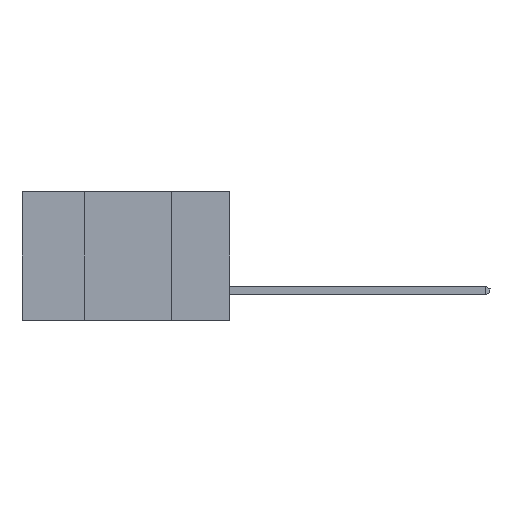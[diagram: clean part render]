
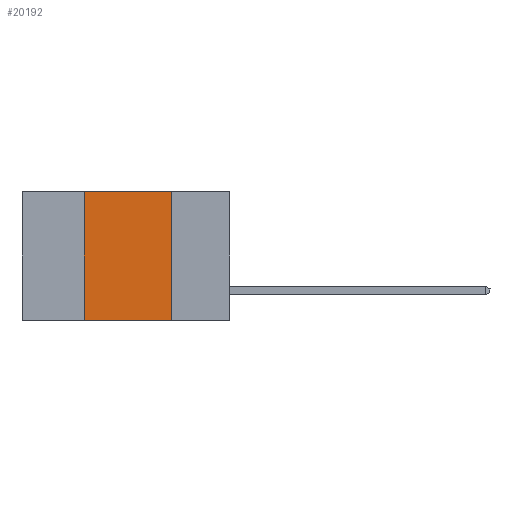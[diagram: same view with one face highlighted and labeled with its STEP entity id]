
A CAD part, left-side view. The second image highlights one B-rep face of the part: STEP entity #20192.
In plain terms, the highlighted planar face has unit normal (-1, 0, 0).
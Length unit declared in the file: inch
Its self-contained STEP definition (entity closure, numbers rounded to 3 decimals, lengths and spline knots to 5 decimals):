
#356 = DIRECTION ( 'NONE',  ( 0., 0., 1. ) ) ;
#1522 = VECTOR ( 'NONE', #7412, 39.37008 ) ;
#3276 = LINE ( 'NONE', #13036, #14385 ) ;
#3979 = EDGE_CURVE ( 'NONE', #11488, #8401, #11931, .T. ) ;
#4281 = CARTESIAN_POINT ( 'NONE',  ( 0., 0.17, -0.37 ) ) ;
#5212 = DIRECTION ( 'NONE',  ( 0., 0., -1. ) ) ;
#5396 = ORIENTED_EDGE ( 'NONE', *, *, #17057, .F. ) ;
#5864 = CARTESIAN_POINT ( 'NONE',  ( 0., 0.6, 0. ) ) ;
#5994 = VECTOR ( 'NONE', #356, 39.37008 ) ;
#7140 = VERTEX_POINT ( 'NONE', #4281 ) ;
#7216 = CARTESIAN_POINT ( 'NONE',  ( 0., 0.42, -0.37 ) ) ;
#7412 = DIRECTION ( 'NONE',  ( 0., -1., 0. ) ) ;
#7670 = CARTESIAN_POINT ( 'NONE',  ( 0., 0.6, -0.37 ) ) ;
#8401 = VERTEX_POINT ( 'NONE', #20978 ) ;
#8441 = PLANE ( 'NONE',  #23070 ) ;
#9940 = ORIENTED_EDGE ( 'NONE', *, *, #11979, .T. ) ;
#10363 = DIRECTION ( 'NONE',  ( 0., 0., -1. ) ) ;
#11488 = VERTEX_POINT ( 'NONE', #7216 ) ;
#11764 = DIRECTION ( 'NONE',  ( 0., -1., 0. ) ) ;
#11931 = LINE ( 'NONE', #17986, #5994 ) ;
#11979 = EDGE_CURVE ( 'NONE', #11488, #7140, #14988, .T. ) ;
#12294 = CARTESIAN_POINT ( 'NONE',  ( 0., 0.6, 0. ) ) ;
#13036 = CARTESIAN_POINT ( 'NONE',  ( 0., 0.17, -0.37 ) ) ;
#14385 = VECTOR ( 'NONE', #5212, 39.37008 ) ;
#14988 = LINE ( 'NONE', #7670, #1522 ) ;
#15475 = VERTEX_POINT ( 'NONE', #23582 ) ;
#15796 = ORIENTED_EDGE ( 'NONE', *, *, #20669, .F. ) ;
#16029 = FACE_OUTER_BOUND ( 'NONE', #17393, .T. ) ;
#17057 = EDGE_CURVE ( 'NONE', #15475, #7140, #3276, .T. ) ;
#17393 = EDGE_LOOP ( 'NONE', ( #5396, #15796, #22893, #9940 ) ) ;
#17823 = LINE ( 'NONE', #5864, #23526 ) ;
#17986 = CARTESIAN_POINT ( 'NONE',  ( 0., 0.42, -0.37 ) ) ;
#20192 = ADVANCED_FACE ( 'NONE', ( #16029 ), #8441, .F. ) ;
#20669 = EDGE_CURVE ( 'NONE', #8401, #15475, #17823, .T. ) ;
#20978 = CARTESIAN_POINT ( 'NONE',  ( 0., 0.42, 0. ) ) ;
#22893 = ORIENTED_EDGE ( 'NONE', *, *, #3979, .F. ) ;
#23070 = AXIS2_PLACEMENT_3D ( 'NONE', #12294, #23709, #10363 ) ;
#23526 = VECTOR ( 'NONE', #11764, 39.37008 ) ;
#23582 = CARTESIAN_POINT ( 'NONE',  ( 0., 0.17, 0. ) ) ;
#23709 = DIRECTION ( 'NONE',  ( 1., 0., 0. ) ) ;
